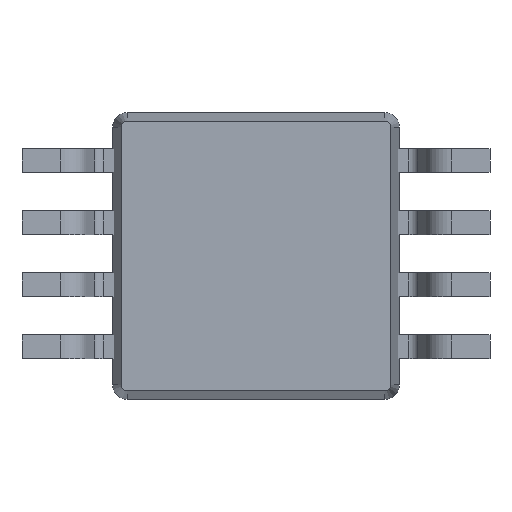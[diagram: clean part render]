
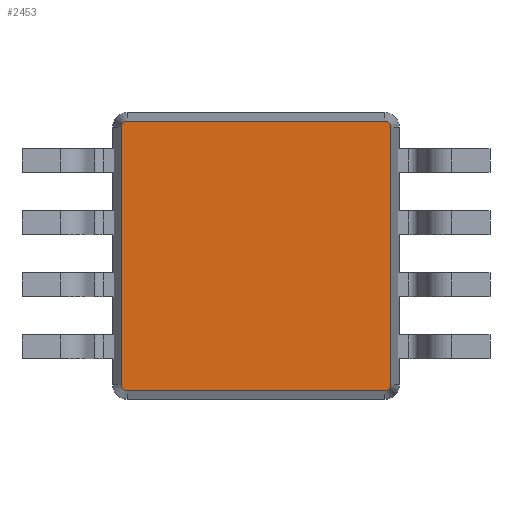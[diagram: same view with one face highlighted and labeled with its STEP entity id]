
A CAD part, front view. The second image highlights one B-rep face of the part: STEP entity #2453.
In plain terms, the highlighted planar face has unit normal (0, -1, 0).
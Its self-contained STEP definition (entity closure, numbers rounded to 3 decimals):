
#48=CIRCLE('',#2586,0.062);
#50=CIRCLE('',#2590,0.062);
#52=CIRCLE('',#2593,0.062);
#54=CIRCLE('',#2597,0.062);
#143=FACE_OUTER_BOUND('',#267,.T.);
#267=EDGE_LOOP('',(#1610,#1611,#1612,#1613,#1614,#1615,#1616,#1617));
#401=LINE('',#3507,#678);
#422=LINE('',#3549,#699);
#426=LINE('',#3564,#703);
#430=LINE('',#3576,#707);
#678=VECTOR('',#2806,2.7);
#699=VECTOR('',#2837,2.7);
#703=VECTOR('',#2855,2.7);
#707=VECTOR('',#2867,2.7);
#955=VERTEX_POINT('',#3504);
#956=VERTEX_POINT('',#3506);
#969=VERTEX_POINT('',#3539);
#970=VERTEX_POINT('',#3541);
#972=VERTEX_POINT('',#3547);
#974=VERTEX_POINT('',#3556);
#976=VERTEX_POINT('',#3562);
#978=VERTEX_POINT('',#3568);
#1189=EDGE_CURVE('',#955,#956,#401,.T.);
#1208=EDGE_CURVE('',#969,#970,#48,.F.);
#1212=EDGE_CURVE('',#972,#969,#422,.T.);
#1214=EDGE_CURVE('',#956,#972,#50,.F.);
#1217=EDGE_CURVE('',#974,#955,#52,.F.);
#1220=EDGE_CURVE('',#976,#974,#426,.T.);
#1223=EDGE_CURVE('',#978,#976,#54,.F.);
#1226=EDGE_CURVE('',#970,#978,#430,.T.);
#1610=ORIENTED_EDGE('',*,*,#1208,.F.);
#1611=ORIENTED_EDGE('',*,*,#1212,.F.);
#1612=ORIENTED_EDGE('',*,*,#1214,.F.);
#1613=ORIENTED_EDGE('',*,*,#1189,.F.);
#1614=ORIENTED_EDGE('',*,*,#1217,.F.);
#1615=ORIENTED_EDGE('',*,*,#1220,.F.);
#1616=ORIENTED_EDGE('',*,*,#1223,.F.);
#1617=ORIENTED_EDGE('',*,*,#1226,.F.);
#2241=PLANE('',#2599);
#2453=ADVANCED_FACE('',(#143),#2241,.T.);
#2586=AXIS2_PLACEMENT_3D('',#3542,#2830,#2831);
#2590=AXIS2_PLACEMENT_3D('',#3552,#2842,#2843);
#2593=AXIS2_PLACEMENT_3D('',#3558,#2849,#2850);
#2597=AXIS2_PLACEMENT_3D('',#3570,#2861,#2862);
#2599=AXIS2_PLACEMENT_3D('',#3606,#2883,#2884);
#2806=DIRECTION('',(0.,0.,-1.));
#2830=DIRECTION('center_axis',(0.,-1.,0.));
#2831=DIRECTION('ref_axis',(0.,0.,-1.));
#2837=DIRECTION('',(-1.,0.,0.));
#2842=DIRECTION('center_axis',(0.,-1.,0.));
#2843=DIRECTION('ref_axis',(0.,0.,-1.));
#2849=DIRECTION('center_axis',(0.,-1.,0.));
#2850=DIRECTION('ref_axis',(0.,0.,-1.));
#2855=DIRECTION('',(1.,0.,0.));
#2861=DIRECTION('center_axis',(0.,-1.,0.));
#2862=DIRECTION('ref_axis',(0.,0.,-1.));
#2867=DIRECTION('',(0.,0.,1.));
#2883=DIRECTION('center_axis',(0.,-1.,0.));
#2884=DIRECTION('ref_axis',(0.,0.,-1.));
#3504=CARTESIAN_POINT('',(1.412,0.15,1.35));
#3506=CARTESIAN_POINT('',(1.412,0.15,-1.35));
#3507=CARTESIAN_POINT('',(1.412,0.15,1.35));
#3539=CARTESIAN_POINT('',(-1.35,0.15,-1.412));
#3541=CARTESIAN_POINT('',(-1.412,0.15,-1.35));
#3542=CARTESIAN_POINT('Origin',(-1.35,0.15,-1.35));
#3547=CARTESIAN_POINT('',(1.35,0.15,-1.412));
#3549=CARTESIAN_POINT('',(1.35,0.15,-1.412));
#3552=CARTESIAN_POINT('Origin',(1.35,0.15,-1.35));
#3556=CARTESIAN_POINT('',(1.35,0.15,1.412));
#3558=CARTESIAN_POINT('Origin',(1.35,0.15,1.35));
#3562=CARTESIAN_POINT('',(-1.35,0.15,1.412));
#3564=CARTESIAN_POINT('',(-1.35,0.15,1.412));
#3568=CARTESIAN_POINT('',(-1.412,0.15,1.35));
#3570=CARTESIAN_POINT('Origin',(-1.35,0.15,1.35));
#3576=CARTESIAN_POINT('',(-1.412,0.15,-1.35));
#3606=CARTESIAN_POINT('Origin',(-1.35,0.15,-1.35));
